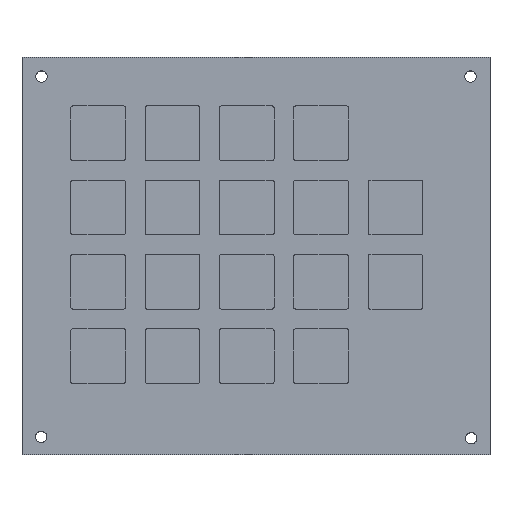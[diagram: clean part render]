
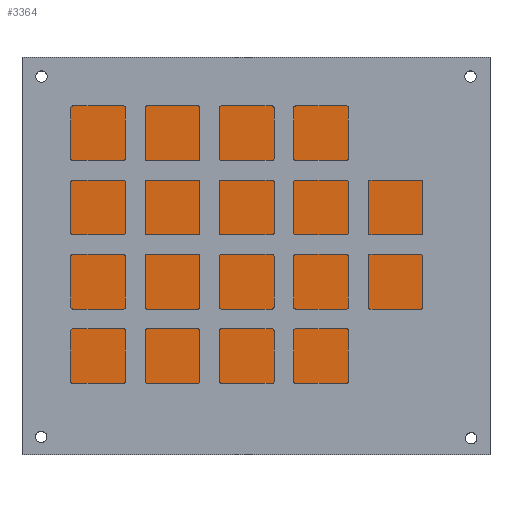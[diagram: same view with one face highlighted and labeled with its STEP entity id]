
A CAD part, top view. The second image highlights one B-rep face of the part: STEP entity #3364.
In plain terms, the highlighted planar face has unit normal (0, 0, 1).
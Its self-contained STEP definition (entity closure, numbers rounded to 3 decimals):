
#318=FACE_OUTER_BOUND('',#492,.T.);
#492=EDGE_LOOP('',(#2290,#2291,#2292,#2293,#2294,#2295));
#717=LINE('',#4909,#1064);
#723=LINE('',#4921,#1070);
#728=LINE('',#4930,#1075);
#730=LINE('',#4934,#1077);
#737=LINE('',#4949,#1084);
#738=LINE('',#4950,#1085);
#1064=VECTOR('',#3890,10.);
#1070=VECTOR('',#3900,10.);
#1075=VECTOR('',#3907,10.);
#1077=VECTOR('',#3911,10.);
#1084=VECTOR('',#3922,10.);
#1085=VECTOR('',#3923,10.);
#1410=VERTEX_POINT('',#4906);
#1411=VERTEX_POINT('',#4908);
#1415=VERTEX_POINT('',#4920);
#1418=VERTEX_POINT('',#4928);
#1419=VERTEX_POINT('',#4933);
#1425=VERTEX_POINT('',#4948);
#1749=EDGE_CURVE('',#1411,#1410,#717,.T.);
#1755=EDGE_CURVE('',#1415,#1411,#723,.T.);
#1760=EDGE_CURVE('',#1418,#1410,#728,.T.);
#1762=EDGE_CURVE('',#1415,#1419,#730,.T.);
#1769=EDGE_CURVE('',#1425,#1418,#737,.T.);
#1770=EDGE_CURVE('',#1419,#1425,#738,.T.);
#2290=ORIENTED_EDGE('',*,*,#1749,.T.);
#2291=ORIENTED_EDGE('',*,*,#1760,.F.);
#2292=ORIENTED_EDGE('',*,*,#1769,.F.);
#2293=ORIENTED_EDGE('',*,*,#1770,.F.);
#2294=ORIENTED_EDGE('',*,*,#1762,.F.);
#2295=ORIENTED_EDGE('',*,*,#1755,.T.);
#3271=PLANE('',#3552);
#3364=ADVANCED_FACE('',(#318),#3271,.T.);
#3552=AXIS2_PLACEMENT_3D('',#4947,#3920,#3921);
#3890=DIRECTION('',(0.,1.,0.));
#3900=DIRECTION('',(-1.,0.,0.));
#3907=DIRECTION('',(1.,0.,0.));
#3911=DIRECTION('',(0.,-1.,0.));
#3920=DIRECTION('center_axis',(0.,0.,1.));
#3921=DIRECTION('ref_axis',(1.,0.,0.));
#3922=DIRECTION('',(0.,1.,0.));
#3923=DIRECTION('',(-1.,0.,0.));
#4906=CARTESIAN_POINT('',(91.6,0.,3.));
#4908=CARTESIAN_POINT('',(91.6,-4.,3.));
#4909=CARTESIAN_POINT('',(91.6,-10.5,3.));
#4920=CARTESIAN_POINT('',(100.,-4.,3.));
#4921=CARTESIAN_POINT('',(72.9,-4.,3.));
#4928=CARTESIAN_POINT('',(0.,0.,3.));
#4930=CARTESIAN_POINT('',(25.,0.,3.));
#4933=CARTESIAN_POINT('',(100.,-82.,3.));
#4934=CARTESIAN_POINT('',(100.,-20.5,3.));
#4947=CARTESIAN_POINT('Origin',(50.,-41.,3.));
#4948=CARTESIAN_POINT('',(0.,-82.,3.));
#4949=CARTESIAN_POINT('',(0.,-61.5,3.));
#4950=CARTESIAN_POINT('',(75.,-82.,3.));
